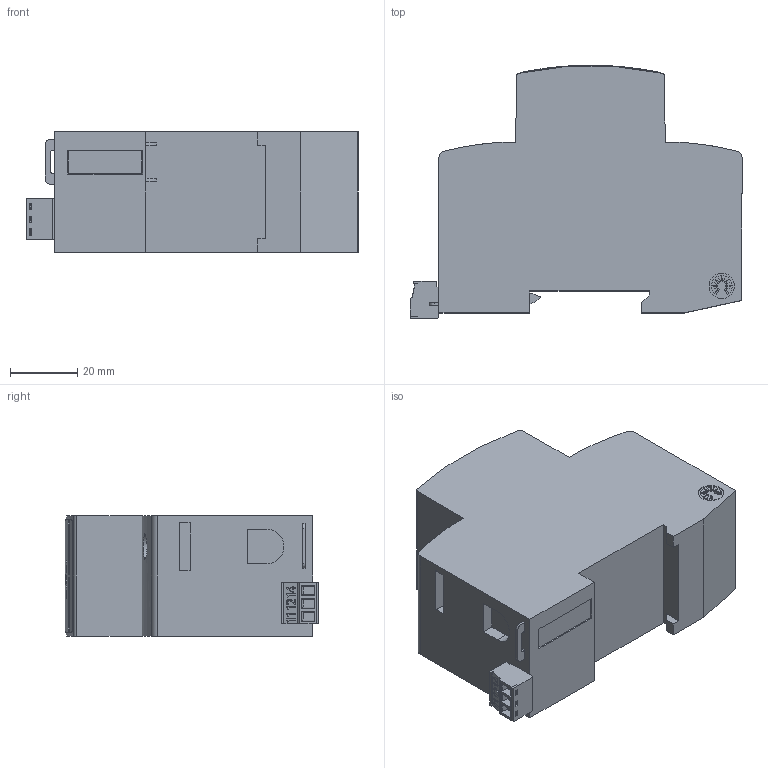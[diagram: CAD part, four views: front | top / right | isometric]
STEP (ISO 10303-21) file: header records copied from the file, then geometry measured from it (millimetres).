
FILE_DESCRIPTION (( 'STEP AP214' ), '1' );
FILE_NAME ('3D from F-DWG-00617.STEP', '2022-11-28T13:09:13', ( '' ), ( '' ), 'SwSTEP 2.0', 'SolidWorks 2022', '' );
FILE_SCHEMA (( 'AUTOMOTIVE_DESIGN' ));
Length unit declared in the file: millimetre
Products named in the file (1): 3D from F-DWG-00617
Bounding box: 98.6 x 75.26 x 35.8 mm (x, y, z)
Volume: 185389.6 mm3; surface area: 24702.6 mm2
Topology: 1 solids, 1 shells, 1565 faces, 4280 edges, 2841 vertices
Faces by surface type: plane 744, bspline 634, cylinder 157, cone 15, torus 12, sphere 3
Full cylindrical faces by diameter (mm): 7.5 x3, 7.517 x1
Entity records: 77707 total; most frequent: CARTESIAN_POINT 25604, ORIENTED_EDGE 8534, DIRECTION 4996, EDGE_CURVE 4267, VERTEX_POINT 2835, LINE 2246, VECTOR 2246, EDGE_LOOP 1714
